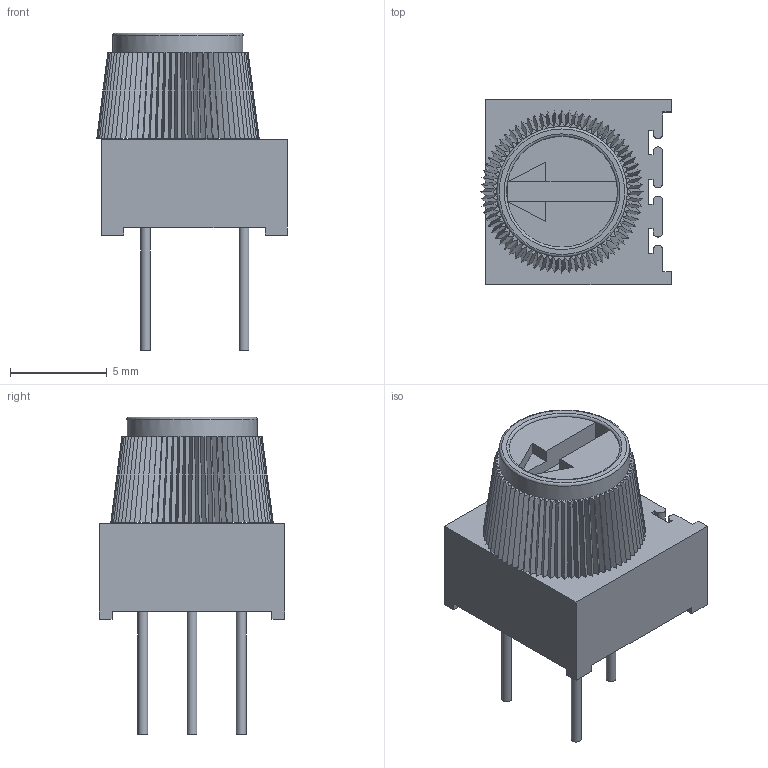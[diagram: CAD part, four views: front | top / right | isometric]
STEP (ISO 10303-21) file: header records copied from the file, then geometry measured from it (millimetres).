
FILE_DESCRIPTION(('FreeCAD Model'),'2;1');
FILE_NAME('trimpot_v2_cp.step', '2020-05-16T01:34:19',('kicad StepUp'),('ksu MCAD'), 'Open CASCADE STEP processor 7.3','FreeCAD','Unknown');
FILE_SCHEMA(('AUTOMOTIVE_DESIGN { 1 0 10303 214 1 1 1 1 }'));
Length unit declared in the file: millimetre
Products named in the file (1): trimpot_v2_cp
Bounding box: 9.83 x 9.58 x 16.38 mm (x, y, z)
Volume: 597.2 mm3; surface area: 741.1 mm2
Topology: 4 solids, 4 shells, 809 faces, 2177 edges, 1400 vertices
Faces by surface type: plane 647, bspline 144, cylinder 15, torus 2, cone 1
Full cylindrical faces by diameter (mm): 0.305 x1, 0.383 x1, 0.508 x3, 3.708 x1, 6.731 x1
Entity records: 33252 total; most frequent: CARTESIAN_POINT 7699, ORIENTED_EDGE 4354, DIRECTION 3632, EDGE_CURVE 2177, LINE 2054, VECTOR 2054, VERTEX_POINT 1400, FACE_BOUND 833
